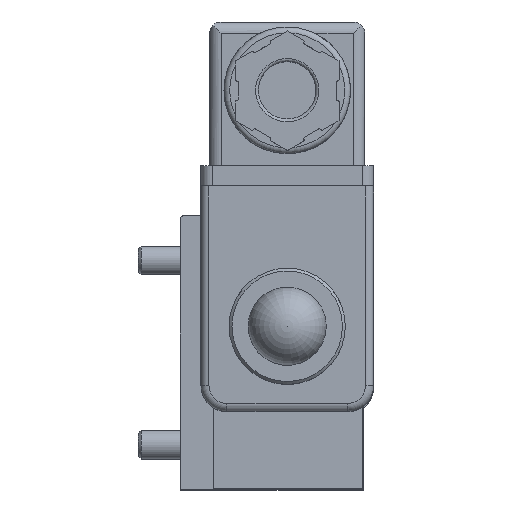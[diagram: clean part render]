
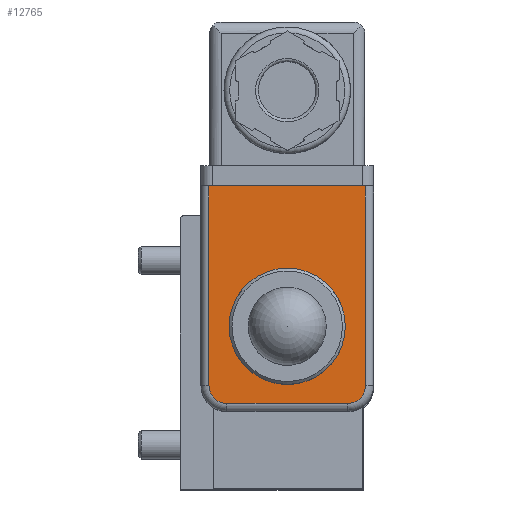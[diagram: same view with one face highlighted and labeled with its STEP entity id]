
A CAD part, top view. The second image highlights one B-rep face of the part: STEP entity #12765.
In plain terms, the highlighted face is planar.
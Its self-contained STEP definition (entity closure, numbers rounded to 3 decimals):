
#345=PLANE('',#13593);
#1094=LINE('',#18500,#1850);
#1098=LINE('',#18516,#1854);
#1099=LINE('',#18517,#1855);
#1100=LINE('',#18521,#1856);
#1850=VECTOR('',#15551,1000.);
#1854=VECTOR('',#15563,1000.);
#1855=VECTOR('',#15564,1000.);
#1856=VECTOR('',#15567,1000.);
#3395=ORIENTED_EDGE('',*,*,#5492,.T.);
#3396=ORIENTED_EDGE('',*,*,#5493,.T.);
#3397=ORIENTED_EDGE('',*,*,#5486,.F.);
#3398=ORIENTED_EDGE('',*,*,#5494,.F.);
#3399=ORIENTED_EDGE('',*,*,#5495,.F.);
#3400=ORIENTED_EDGE('',*,*,#5496,.T.);
#3401=ORIENTED_EDGE('',*,*,#5497,.F.);
#5486=EDGE_CURVE('',#6638,#6639,#1094,.T.);
#5492=EDGE_CURVE('',#6644,#6645,#7315,.T.);
#5493=EDGE_CURVE('',#6645,#6639,#1098,.T.);
#5494=EDGE_CURVE('',#6646,#6638,#1099,.T.);
#5495=EDGE_CURVE('',#6647,#6646,#7316,.T.);
#5496=EDGE_CURVE('',#6647,#6644,#1100,.T.);
#5497=EDGE_CURVE('',#6648,#6648,#7317,.T.);
#6638=VERTEX_POINT('',#18501);
#6639=VERTEX_POINT('',#18502);
#6644=VERTEX_POINT('',#18514);
#6645=VERTEX_POINT('',#18515);
#6646=VERTEX_POINT('',#18518);
#6647=VERTEX_POINT('',#18520);
#6648=VERTEX_POINT('',#18523);
#7315=CIRCLE('',#13594,3.1);
#7316=CIRCLE('',#13595,3.1);
#7317=CIRCLE('',#13596,8.);
#7934=EDGE_LOOP('',(#3395,#3396,#3397,#3398,#3399,#3400));
#7935=EDGE_LOOP('',(#3401));
#8765=FACE_BOUND('',#7934,.T.);
#8766=FACE_BOUND('',#7935,.T.);
#12765=ADVANCED_FACE('',(#8765,#8766),#345,.F.);
#13593=AXIS2_PLACEMENT_3D('',#18512,#15559,#15560);
#13594=AXIS2_PLACEMENT_3D('',#18513,#15561,#15562);
#13595=AXIS2_PLACEMENT_3D('',#18519,#15565,#15566);
#13596=AXIS2_PLACEMENT_3D('',#18522,#15568,#15569);
#15551=DIRECTION('',(-1.,0.,0.));
#15559=DIRECTION('',(0.,0.,1.));
#15560=DIRECTION('',(1.,0.,0.));
#15561=DIRECTION('',(0.,0.,-1.));
#15562=DIRECTION('',(-1.,0.,0.));
#15563=DIRECTION('',(0.,1.,0.));
#15564=DIRECTION('',(0.,1.,0.));
#15565=DIRECTION('',(0.,0.,1.));
#15566=DIRECTION('',(1.,0.,0.));
#15567=DIRECTION('',(-1.,0.,0.));
#15568=DIRECTION('',(0.,0.,-1.));
#15569=DIRECTION('',(-1.,0.,0.));
#18500=CARTESIAN_POINT('',(15.,39.2,-29.5));
#18501=CARTESIAN_POINT('',(13.6,39.2,-29.5));
#18502=CARTESIAN_POINT('',(-13.6,39.2,-29.5));
#18512=CARTESIAN_POINT('',(-10.5,4.5,-29.5));
#18513=CARTESIAN_POINT('',(-10.5,4.5,-29.5));
#18514=CARTESIAN_POINT('',(-10.5,1.4,-29.5));
#18515=CARTESIAN_POINT('',(-13.6,4.5,-29.5));
#18516=CARTESIAN_POINT('',(-13.6,4.5,-29.5));
#18517=CARTESIAN_POINT('',(13.6,4.5,-29.5));
#18518=CARTESIAN_POINT('',(13.6,4.5,-29.5));
#18519=CARTESIAN_POINT('',(10.5,4.5,-29.5));
#18520=CARTESIAN_POINT('',(10.5,1.4,-29.5));
#18521=CARTESIAN_POINT('',(10.5,1.4,-29.5));
#18522=CARTESIAN_POINT('',(0.,14.7,-29.5));
#18523=CARTESIAN_POINT('',(-8.,14.7,-29.5));
